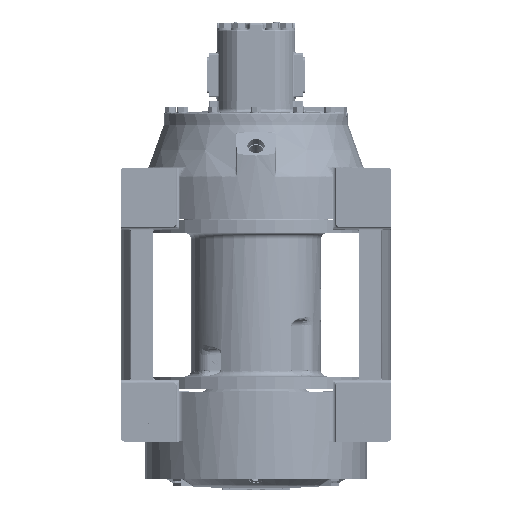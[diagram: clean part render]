
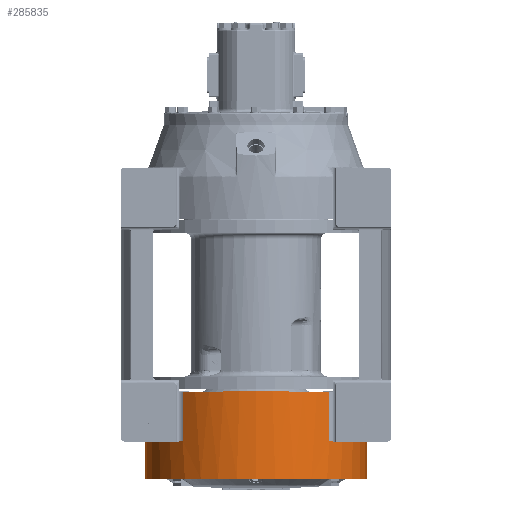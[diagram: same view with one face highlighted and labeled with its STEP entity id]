
A CAD part, front view. The second image highlights one B-rep face of the part: STEP entity #285835.
In plain terms, the highlighted cylindrical face has radius 215.9 mm (diameter 431.799 mm), a partial arc.
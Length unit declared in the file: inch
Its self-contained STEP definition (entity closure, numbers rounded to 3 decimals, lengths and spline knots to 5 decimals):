
#284626=CARTESIAN_POINT('',(0.,0.,-20.765));
#284627=DIRECTION('',(0.,0.,1.));
#284628=DIRECTION('',(-0.661,-0.75,0.));
#284629=AXIS2_PLACEMENT_3D('',#284626,#284627,#284628);
#284712=DIRECTION('',(0.,0.,1.));
#284713=VECTOR('',#284712,3.75);
#284714=CARTESIAN_POINT('',(-5.6222,-6.375,-24.515));
#284715=LINE('',#284714,#284713);
#284720=DIRECTION('',(0.,0.,-1.));
#284721=VECTOR('',#284720,2.915);
#284722=CARTESIAN_POINT('',(-8.49999,0.,-24.515));
#284723=LINE('',#284722,#284721);
#284724=DIRECTION('',(0.,0.,-1.));
#284725=VECTOR('',#284724,0.125);
#284726=CARTESIAN_POINT('',(-2.5,-8.12403,-20.64));
#284727=LINE('',#284726,#284725);
#284728=DIRECTION('',(0.,0.,1.));
#284729=VECTOR('',#284728,0.125);
#284730=CARTESIAN_POINT('',(2.5,-8.12403,-20.765));
#284731=LINE('',#284730,#284729);
#284732=DIRECTION('',(0.,0.,1.));
#284733=VECTOR('',#284732,2.915);
#284734=CARTESIAN_POINT('',(8.49999,0.,-27.43));
#284735=LINE('',#284734,#284733);
#284741=CARTESIAN_POINT('',(0.,0.,-27.43));
#284742=DIRECTION('',(0.,0.,-1.));
#284743=DIRECTION('',(1.,0.,0.));
#284744=AXIS2_PLACEMENT_3D('',#284741,#284742,#284743);
#284794=CARTESIAN_POINT('',(0.,0.,-24.515));
#284795=DIRECTION('',(0.,0.,1.));
#284796=DIRECTION('',(0.661,-0.75,0.));
#284797=AXIS2_PLACEMENT_3D('',#284794,#284795,#284796);
#284829=CARTESIAN_POINT('',(0.,0.,-20.765));
#284830=DIRECTION('',(0.,0.,1.));
#284831=DIRECTION('',(0.294,-0.956,0.));
#284832=AXIS2_PLACEMENT_3D('',#284829,#284830,#284831);
#284926=DIRECTION('',(0.,0.,-1.));
#284927=VECTOR('',#284926,3.75);
#284928=CARTESIAN_POINT('',(5.6222,-6.375,-20.765));
#284929=LINE('',#284928,#284927);
#284934=CARTESIAN_POINT('',(0.,0.,-20.64));
#284935=DIRECTION('',(0.,0.,1.));
#284936=DIRECTION('',(-0.294,-0.956,0.));
#284937=AXIS2_PLACEMENT_3D('',#284934,#284935,#284936);
#285039=CARTESIAN_POINT('',(0.,0.,-24.515));
#285040=DIRECTION('',(0.,0.,1.));
#285041=DIRECTION('',(-1.,0.,0.));
#285042=AXIS2_PLACEMENT_3D('',#285039,#285040,#285041);
#285443=CARTESIAN_POINT('',(-8.49999,0.,-27.43));
#285444=CARTESIAN_POINT('',(8.49999,0.,
-27.43));
#285445=VERTEX_POINT('',#285443);
#285446=VERTEX_POINT('',#285444);
#285465=CARTESIAN_POINT('',(-8.49999,0.,-24.515));
#285466=VERTEX_POINT('',#285465);
#285481=CARTESIAN_POINT('',(8.49999,0.,-24.515));
#285482=VERTEX_POINT('',#285481);
#285495=CARTESIAN_POINT('',(5.6222,-6.375,-20.765));
#285496=VERTEX_POINT('',#285495);
#285505=CARTESIAN_POINT('',(-5.6222,-6.375,-24.515));
#285506=VERTEX_POINT('',#285505);
#285519=CARTESIAN_POINT('',(5.6222,-6.375,-24.515));
#285520=VERTEX_POINT('',#285519);
#285525=CARTESIAN_POINT('',(-5.6222,-6.375,-20.765));
#285526=VERTEX_POINT('',#285525);
#285531=CARTESIAN_POINT('',(2.5,-8.12403,-20.765));
#285532=VERTEX_POINT('',#285531);
#285533=CARTESIAN_POINT('',(-2.5,-8.12403,-20.765));
#285534=VERTEX_POINT('',#285533);
#285535=CARTESIAN_POINT('',(-2.5,-8.12403,-20.64));
#285536=VERTEX_POINT('',#285535);
#285537=CARTESIAN_POINT('',(2.5,-8.12403,-20.64));
#285538=VERTEX_POINT('',#285537);
#285806=CARTESIAN_POINT('',(0.,0.,-21.));
#285807=DIRECTION('',(0.,0.,1.));
#285808=DIRECTION('',(1.,0.,0.));
#285809=AXIS2_PLACEMENT_3D('',#285806,#285807,#285808);
#285810=CYLINDRICAL_SURFACE('',#285809,8.49999);
#285812=ORIENTED_EDGE('',*,*,#285811,.T.);
#285814=ORIENTED_EDGE('',*,*,#285813,.F.);
#285816=ORIENTED_EDGE('',*,*,#285815,.T.);
#285817=ORIENTED_EDGE('',*,*,#285791,.T.);
#285818=ORIENTED_EDGE('',*,*,#285691,.T.);
#285820=ORIENTED_EDGE('',*,*,#285819,.F.);
#285822=ORIENTED_EDGE('',*,*,#285821,.T.);
#285824=ORIENTED_EDGE('',*,*,#285823,.F.);
#285826=ORIENTED_EDGE('',*,*,#285825,.T.);
#285828=ORIENTED_EDGE('',*,*,#285827,.T.);
#285830=ORIENTED_EDGE('',*,*,#285829,.T.);
#285832=ORIENTED_EDGE('',*,*,#285831,.F.);
#285833=EDGE_LOOP('',(#285812,#285814,#285816,#285817,#285818,#285820,#285822,
#285824,#285826,#285828,#285830,#285832));
#285834=FACE_OUTER_BOUND('',#285833,.F.);
#284630=CIRCLE('',#284629,8.49999);
#284745=CIRCLE('',#284744,8.49999);
#284798=CIRCLE('',#284797,8.49999);
#284833=CIRCLE('',#284832,8.49999);
#284938=CIRCLE('',#284937,8.49999);
#285043=CIRCLE('',#285042,8.49999);
#285691=EDGE_CURVE('',#285526,#285534,#284630,.T.);
#285791=EDGE_CURVE('',#285506,#285526,#284715,.T.);
#285811=EDGE_CURVE('',#285446,#285445,#284745,.T.);
#285813=EDGE_CURVE('',#285466,#285445,#284723,.T.);
#285815=EDGE_CURVE('',#285466,#285506,#285043,.T.);
#285819=EDGE_CURVE('',#285536,#285534,#284727,.T.);
#285821=EDGE_CURVE('',#285536,#285538,#284938,.T.);
#285823=EDGE_CURVE('',#285532,#285538,#284731,.T.);
#285825=EDGE_CURVE('',#285532,#285496,#284833,.T.);
#285827=EDGE_CURVE('',#285496,#285520,#284929,.T.);
#285829=EDGE_CURVE('',#285520,#285482,#284798,.T.);
#285831=EDGE_CURVE('',#285446,#285482,#284735,.T.);
#285835=ADVANCED_FACE('',(#285834),#285810,.T.);
